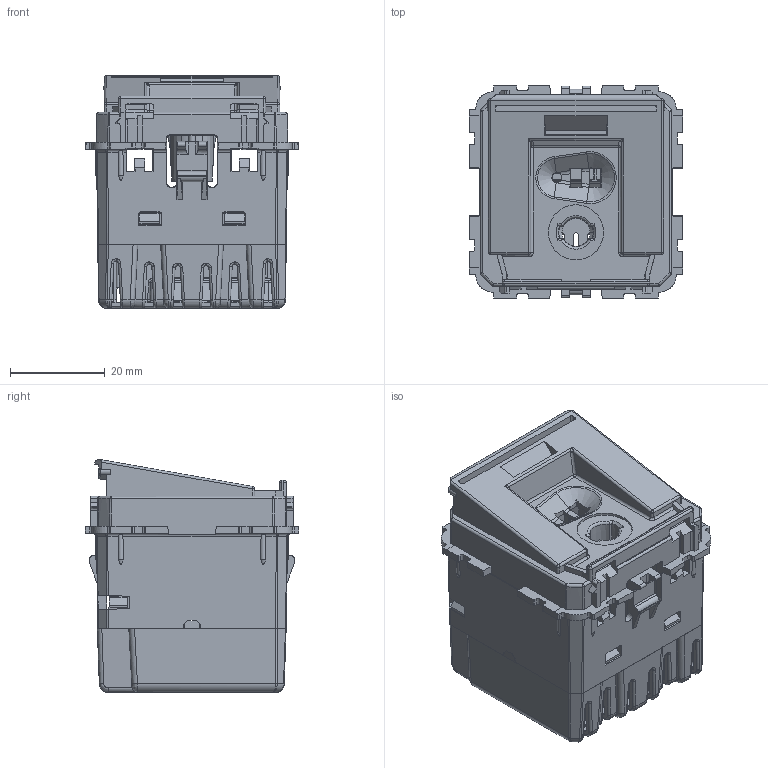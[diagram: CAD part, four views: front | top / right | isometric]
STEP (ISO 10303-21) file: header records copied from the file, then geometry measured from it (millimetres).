
FILE_DESCRIPTION(('CATIA V5 STEP Exchange','CAx-IF Rec.Pracs.--- Model Styling and Organization---1.5--- 2016-08-15','CAx-IF Rec.Pracs.---Supplemental Geometry---1.0---2011-11-01','CAx-IF Rec.Pracs.--- Composite Materials ---1.1---2010-07-15'),'2;1');
FILE_NAME('CM0010_simplifier.stp','2024-03-25T07:35:17+00:00',('none'),('none'),'CATIA Version 5-6 Release 2020 SP5','CATIA V5 STEP AP214 v2','none');
FILE_SCHEMA(('AUTOMOTIVE_DESIGN { 1 0 10303 214 1 1 1 1 }'));
Products named in the file (1): CM0010_simplifier
Bounding box: 45.05 x 45.05 x 49.05 mm (x, y, z)
Volume: 18271.3 mm3; surface area: 25946.8 mm2
Topology: 5 solids, 5 shells, 1909 faces, 5407 edges, 3462 vertices
Faces by surface type: plane 867, cylinder 633, bspline 295, cone 41, torus 41, sphere 32
Entity records: 79291 total; most frequent: CARTESIAN_POINT 35309, ORIENTED_EDGE 10732, DIRECTION 5954, EDGE_CURVE 5366, VERTEX_POINT 3462, VECTOR 2558, LINE 2558, B_SPLINE_CURVE_WITH_KNOTS 2444
